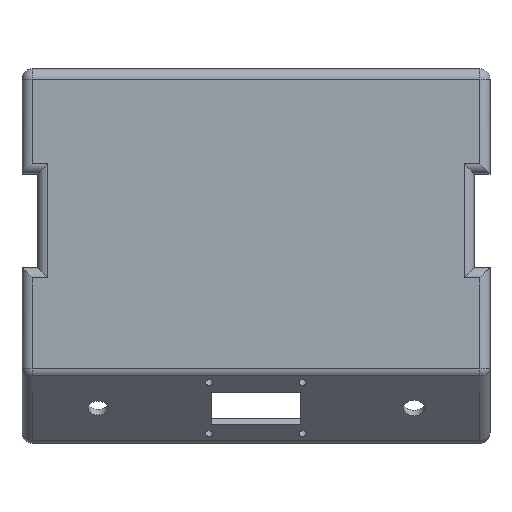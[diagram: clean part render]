
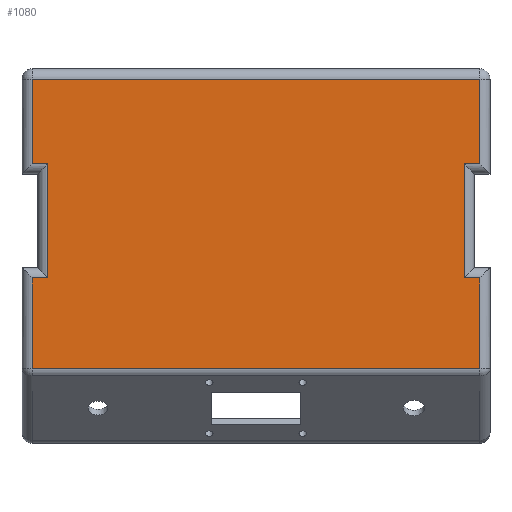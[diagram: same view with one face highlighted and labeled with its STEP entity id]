
A CAD part, top view. The second image highlights one B-rep face of the part: STEP entity #1080.
In plain terms, the highlighted planar face has unit normal (0, 0, 1).
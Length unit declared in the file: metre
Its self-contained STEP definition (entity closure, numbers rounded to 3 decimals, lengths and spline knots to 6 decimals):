
#115=ORIENTED_EDGE('',*,*,#425,.T.);
#116=ORIENTED_EDGE('',*,*,#426,.T.);
#117=ORIENTED_EDGE('',*,*,#427,.T.);
#118=ORIENTED_EDGE('',*,*,#428,.T.);
#119=ORIENTED_EDGE('',*,*,#429,.T.);
#120=ORIENTED_EDGE('',*,*,#430,.T.);
#121=ORIENTED_EDGE('',*,*,#431,.T.);
#122=ORIENTED_EDGE('',*,*,#432,.T.);
#123=ORIENTED_EDGE('',*,*,#433,.T.);
#124=ORIENTED_EDGE('',*,*,#434,.T.);
#125=ORIENTED_EDGE('',*,*,#435,.T.);
#126=ORIENTED_EDGE('',*,*,#436,.T.);
#425=EDGE_CURVE('',#580,#581,#672,.T.);
#426=EDGE_CURVE('',#581,#582,#673,.T.);
#427=EDGE_CURVE('',#582,#583,#674,.F.);
#428=EDGE_CURVE('',#583,#584,#675,.F.);
#429=EDGE_CURVE('',#584,#585,#676,.F.);
#430=EDGE_CURVE('',#585,#586,#677,.F.);
#431=EDGE_CURVE('',#586,#587,#678,.T.);
#432=EDGE_CURVE('',#587,#588,#679,.F.);
#433=EDGE_CURVE('',#588,#589,#680,.T.);
#434=EDGE_CURVE('',#589,#590,#681,.T.);
#435=EDGE_CURVE('',#590,#591,#682,.F.);
#436=EDGE_CURVE('',#591,#580,#683,.T.);
#580=VERTEX_POINT('',#1655);
#581=VERTEX_POINT('',#1656);
#582=VERTEX_POINT('',#1658);
#583=VERTEX_POINT('',#1660);
#584=VERTEX_POINT('',#1662);
#585=VERTEX_POINT('',#1664);
#586=VERTEX_POINT('',#1666);
#587=VERTEX_POINT('',#1668);
#588=VERTEX_POINT('',#1670);
#589=VERTEX_POINT('',#1672);
#590=VERTEX_POINT('',#1674);
#591=VERTEX_POINT('',#1676);
#672=LINE('',#1654,#783);
#673=LINE('',#1657,#784);
#674=LINE('',#1659,#785);
#675=LINE('',#1661,#786);
#676=LINE('',#1663,#787);
#677=LINE('',#1665,#788);
#678=LINE('',#1667,#789);
#679=LINE('',#1669,#790);
#680=LINE('',#1671,#791);
#681=LINE('',#1673,#792);
#682=LINE('',#1675,#793);
#683=LINE('',#1677,#794);
#783=VECTOR('',#1308,1.);
#784=VECTOR('',#1309,1.);
#785=VECTOR('',#1310,1.);
#786=VECTOR('',#1311,1.);
#787=VECTOR('',#1312,1.);
#788=VECTOR('',#1313,1.);
#789=VECTOR('',#1314,1.);
#790=VECTOR('',#1315,1.);
#791=VECTOR('',#1316,1.);
#792=VECTOR('',#1317,1.);
#793=VECTOR('',#1318,1.);
#794=VECTOR('',#1319,1.);
#884=EDGE_LOOP('',(#115,#116,#117,#118,#119,#120,#121,#122,#123,#124,#125,
#126));
#969=FACE_BOUND('',#884,.T.);
#1047=PLANE('',#1164);
#1080=ADVANCED_FACE('',(#969),#1047,.T.);
#1164=AXIS2_PLACEMENT_3D('',#1653,#1306,#1307);
#1306=DIRECTION('',(0.,0.,1.));
#1307=DIRECTION('',(1.,0.,0.));
#1308=DIRECTION('',(1.,0.,0.));
#1309=DIRECTION('',(0.,1.,0.));
#1310=DIRECTION('',(1.,0.,0.));
#1311=DIRECTION('',(0.,1.,0.));
#1312=DIRECTION('',(-1.,0.,0.));
#1313=DIRECTION('',(0.,1.,0.));
#1314=DIRECTION('',(-1.,0.,0.));
#1315=DIRECTION('',(0.,1.,0.));
#1316=DIRECTION('',(1.,0.,0.));
#1317=DIRECTION('',(0.,1.,0.));
#1318=DIRECTION('',(1.,0.,0.));
#1319=DIRECTION('',(0.,1.,0.));
#1653=CARTESIAN_POINT('',(0.0762,0.06096,0.034925));
#1654=CARTESIAN_POINT('',(0.0762,0.091003,0.034925));
#1655=CARTESIAN_POINT('',(0.143947,0.091003,0.034925));
#1656=CARTESIAN_POINT('',(0.149027,0.091003,0.034925));
#1657=CARTESIAN_POINT('',(0.149027,0.12192,0.034925));
#1658=CARTESIAN_POINT('',(0.149027,0.118547,0.034925));
#1659=CARTESIAN_POINT('',(0.0762,0.118547,0.034925));
#1660=CARTESIAN_POINT('',(0.003373,0.118547,0.034925));
#1661=CARTESIAN_POINT('',(0.003373,0.06096,0.034925));
#1662=CARTESIAN_POINT('',(0.003373,0.091003,0.034925));
#1663=CARTESIAN_POINT('',(0.00508,0.091003,0.034925));
#1664=CARTESIAN_POINT('',(0.008453,0.091003,0.034925));
#1665=CARTESIAN_POINT('',(0.008453,0.05715,0.034925));
#1666=CARTESIAN_POINT('',(0.008453,0.053777,0.034925));
#1667=CARTESIAN_POINT('',(0.0762,0.053777,0.034925));
#1668=CARTESIAN_POINT('',(0.003373,0.053777,0.034925));
#1669=CARTESIAN_POINT('',(0.003373,0.06096,0.034925));
#1670=CARTESIAN_POINT('',(0.003373,0.024257,0.034925));
#1671=CARTESIAN_POINT('',(0.0762,0.024257,0.034925));
#1672=CARTESIAN_POINT('',(0.149027,0.024257,0.034925));
#1673=CARTESIAN_POINT('',(0.149027,0.05715,0.034925));
#1674=CARTESIAN_POINT('',(0.149027,0.053777,0.034925));
#1675=CARTESIAN_POINT('',(0.14732,0.053777,0.034925));
#1676=CARTESIAN_POINT('',(0.143947,0.053777,0.034925));
#1677=CARTESIAN_POINT('',(0.143947,0.06096,0.034925));
